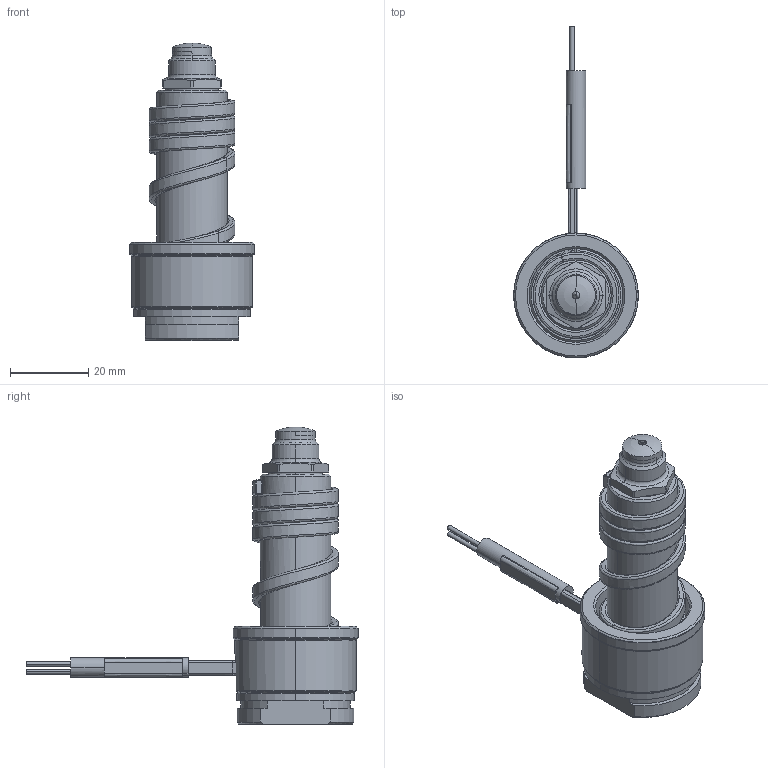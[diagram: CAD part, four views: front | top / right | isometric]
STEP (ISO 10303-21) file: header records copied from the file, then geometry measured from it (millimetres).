
FILE_DESCRIPTION((''),'2;1');
FILE_NAME('SM-76-BEU-R','2014-02-27T',('Íàòàëüÿ'),('IMID'),'PRO/ENGINEER BY PARAMETRIC TECHNOLOGY CORPORATION, 2010180','PRO/ENGINEER BY PARAMETRIC TECHNOLOGY CORPORATION, 2010180','');
FILE_SCHEMA(('CONFIG_CONTROL_DESIGN'));
Length unit declared in the file: millimetre
Products named in the file (1): SM-76-BEU-R
Bounding box: 32 x 85 x 76.2 mm (x, y, z)
Volume: 27970.8 mm3; surface area: 16568.3 mm2
Topology: 1 solids, 13 shells, 340 faces, 876 edges, 529 vertices
Faces by surface type: cylinder 117, bspline 65, cone 58, plane 54, torus 26, revolution 9, extrusion 7, sphere 4
Entity records: 16938 total; most frequent: CARTESIAN_POINT 9041, ORIENTED_EDGE 1696, DIRECTION 1540, EDGE_CURVE 868, AXIS2_PLACEMENT_3D 618, VERTEX_POINT 529, EDGE_LOOP 365, CIRCLE 358
